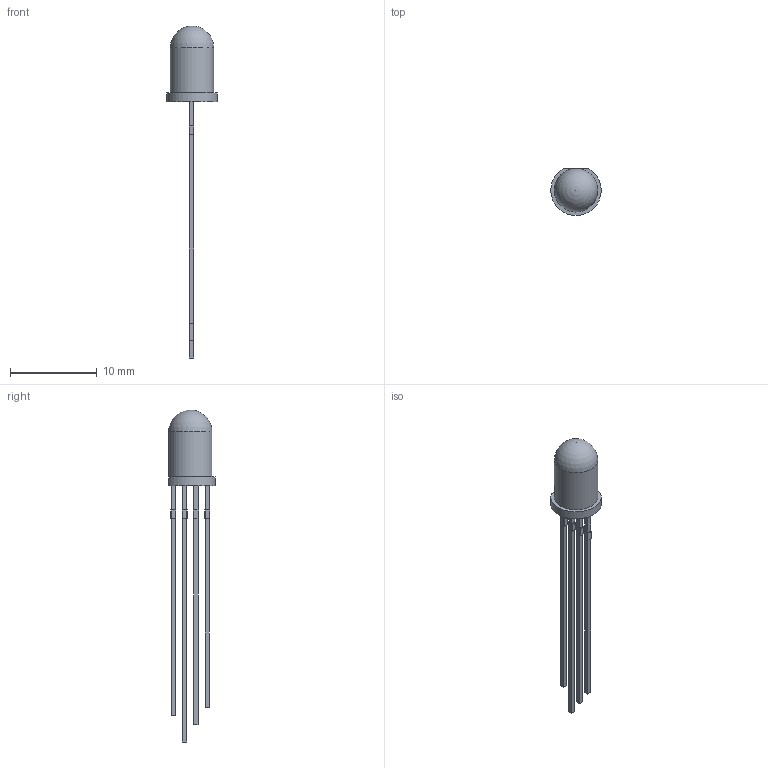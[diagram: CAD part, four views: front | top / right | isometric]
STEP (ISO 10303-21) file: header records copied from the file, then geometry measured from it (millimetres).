
FILE_DESCRIPTION(('FreeCAD Model'),'2;1');
FILE_NAME('RGB LED.step', '2016-07-18T11:13:32',('Author'),(''), 'Open CASCADE STEP processor 6.8','FreeCAD','Unknown');
FILE_SCHEMA(('AUTOMOTIVE_DESIGN_CC2 { 1 2 10303 214 -1 1 5 4 }'));
Length unit declared in the file: millimetre
Products named in the file (6): ASSEMBLY; Red; Green; GND001; Blue; Cabeza
Assembly tree (5 placements, depth 2):
  ASSEMBLY
    Red
    Green
    GND001
    Blue
    Cabeza
Bounding box: 5.8 x 5.4 x 38.2 mm (x, y, z)
Volume: 187.9 mm3; surface area: 391.8 mm2
Topology: 5 solids, 5 shells, 95 faces, 194 edges, 107 vertices
Faces by surface type: plane 91, cylinder 3, sphere 1
Full cylindrical faces by diameter (mm): 5 x1
Entity records: 4928 total; most frequent: CARTESIAN_POINT 822, DIRECTION 741, LINE 517, VECTOR 517, ORIENTED_EDGE 382, PCURVE 382, DEFINITIONAL_REPRESENTATION 382, EDGE_CURVE 191
